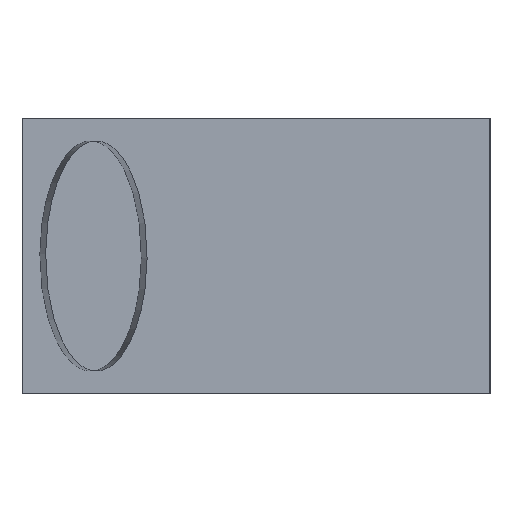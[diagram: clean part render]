
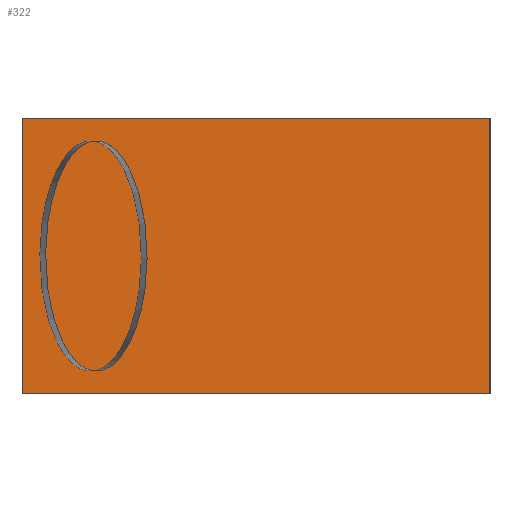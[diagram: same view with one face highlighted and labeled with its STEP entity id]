
A CAD part, left-side view. The second image highlights one B-rep face of the part: STEP entity #322.
In plain terms, the highlighted planar face has unit normal (-1, 0, 0).
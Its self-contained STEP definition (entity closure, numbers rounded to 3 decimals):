
#1 = DIRECTION ( 'NONE',  ( 0., 0., 1. ) ) ;
#14 = DIRECTION ( 'NONE',  ( 0., 0., -1. ) ) ;
#16 = VECTOR ( 'NONE', #32, 1000. ) ;
#25 = LINE ( 'NONE', #155, #163 ) ;
#32 = DIRECTION ( 'NONE',  ( 0., 0., 1. ) ) ;
#41 = LINE ( 'NONE', #113, #271 ) ;
#64 = CARTESIAN_POINT ( 'NONE',  ( -37.5, 35., 10.3 ) ) ;
#81 = CARTESIAN_POINT ( 'NONE',  ( -37.5, 0., -10.3 ) ) ;
#103 = ORIENTED_EDGE ( 'NONE', *, *, #125, .F. ) ;
#109 = CARTESIAN_POINT ( 'NONE',  ( -37.5, 0., 10.3 ) ) ;
#113 = CARTESIAN_POINT ( 'NONE',  ( -37.5, 35., -10.3 ) ) ;
#114 = CARTESIAN_POINT ( 'NONE',  ( -37.5, 35., 10.3 ) ) ;
#117 = PLANE ( 'NONE',  #294 ) ;
#125 = EDGE_CURVE ( 'NONE', #330, #297, #25, .T. ) ;
#128 = LINE ( 'NONE', #244, #248 ) ;
#149 = EDGE_LOOP ( 'NONE', ( #209, #103, #207, #270 ) ) ;
#155 = CARTESIAN_POINT ( 'NONE',  ( -37.5, 35., 10.3 ) ) ;
#163 = VECTOR ( 'NONE', #279, 1000. ) ;
#167 = FACE_OUTER_BOUND ( 'NONE', #149, .T. ) ;
#193 = EDGE_CURVE ( 'NONE', #212, #297, #247, .T. ) ;
#207 = ORIENTED_EDGE ( 'NONE', *, *, #289, .F. ) ;
#209 = ORIENTED_EDGE ( 'NONE', *, *, #193, .T. ) ;
#212 = VERTEX_POINT ( 'NONE', #81 ) ;
#244 = CARTESIAN_POINT ( 'NONE',  ( -37.5, 35., 10.3 ) ) ;
#247 = LINE ( 'NONE', #109, #16 ) ;
#248 = VECTOR ( 'NONE', #1, 1000. ) ;
#257 = DIRECTION ( 'NONE',  ( 0., -1., 0. ) ) ;
#258 = VERTEX_POINT ( 'NONE', #303 ) ;
#270 = ORIENTED_EDGE ( 'NONE', *, *, #340, .T. ) ;
#271 = VECTOR ( 'NONE', #257, 1000. ) ;
#279 = DIRECTION ( 'NONE',  ( 0., -1., 0. ) ) ;
#289 = EDGE_CURVE ( 'NONE', #258, #330, #128, .T. ) ;
#294 = AXIS2_PLACEMENT_3D ( 'NONE', #114, #344, #14 ) ;
#297 = VERTEX_POINT ( 'NONE', #311 ) ;
#303 = CARTESIAN_POINT ( 'NONE',  ( -37.5, 35., -10.3 ) ) ;
#311 = CARTESIAN_POINT ( 'NONE',  ( -37.5, 0., 10.3 ) ) ;
#322 = ADVANCED_FACE ( 'NONE', ( #167 ), #117, .F. ) ;
#330 = VERTEX_POINT ( 'NONE', #64 ) ;
#340 = EDGE_CURVE ( 'NONE', #258, #212, #41, .T. ) ;
#344 = DIRECTION ( 'NONE',  ( 1., 0., 0. ) ) ;
